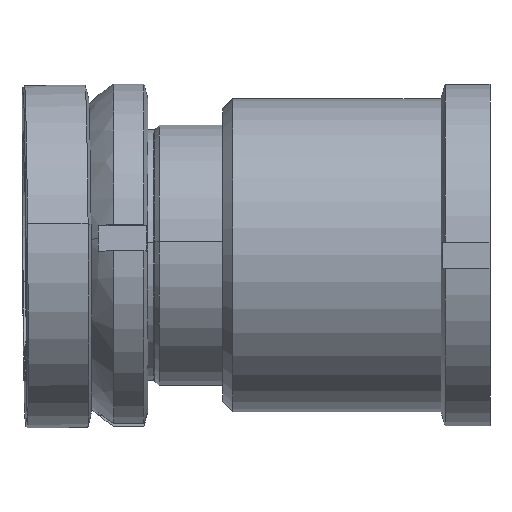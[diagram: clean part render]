
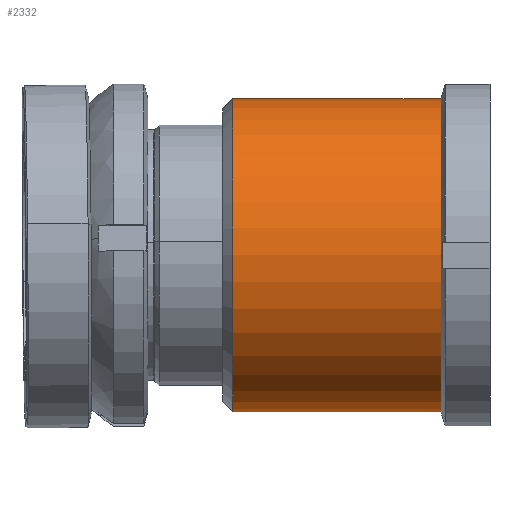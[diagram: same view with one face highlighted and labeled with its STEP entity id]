
A CAD part, left-side view. The second image highlights one B-rep face of the part: STEP entity #2332.
In plain terms, the highlighted cylindrical face has radius 48 mm (diameter 96 mm), a partial arc.
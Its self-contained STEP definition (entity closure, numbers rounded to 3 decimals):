
#35 = CARTESIAN_POINT ( 'NONE',  ( 0., 10.447, 0. ) ) ;
#203 = EDGE_CURVE ( 'NONE', #756, #2127, #621, .T. ) ;
#293 = DIRECTION ( 'NONE',  ( 0., 1., 0. ) ) ;
#309 = EDGE_CURVE ( 'NONE', #2127, #563, #346, .T. ) ;
#346 = LINE ( 'NONE', #1496, #387 ) ;
#387 = VECTOR ( 'NONE', #2448, 1000. ) ;
#563 = VERTEX_POINT ( 'NONE', #1831 ) ;
#602 = CARTESIAN_POINT ( 'NONE',  ( 0., -67., 48. ) ) ;
#621 = CIRCLE ( 'NONE', #2628, 48. ) ;
#623 = DIRECTION ( 'NONE',  ( 0., 0., 1. ) ) ;
#756 = VERTEX_POINT ( 'NONE', #1188 ) ;
#869 = CARTESIAN_POINT ( 'NONE',  ( 0., -67., 0. ) ) ;
#978 = FACE_OUTER_BOUND ( 'NONE', #2645, .T. ) ;
#1054 = VERTEX_POINT ( 'NONE', #1595 ) ;
#1098 = LINE ( 'NONE', #1232, #1166 ) ;
#1166 = VECTOR ( 'NONE', #293, 1000. ) ;
#1188 = CARTESIAN_POINT ( 'NONE',  ( 0., -67., -48. ) ) ;
#1232 = CARTESIAN_POINT ( 'NONE',  ( 0., 10.447, -48. ) ) ;
#1384 = AXIS2_PLACEMENT_3D ( 'NONE', #35, #2260, #1768 ) ;
#1408 = DIRECTION ( 'NONE',  ( 0., -1., 0. ) ) ;
#1496 = CARTESIAN_POINT ( 'NONE',  ( 0., 10.447, 48. ) ) ;
#1595 = CARTESIAN_POINT ( 'NONE',  ( 0., -3.1, -48. ) ) ;
#1616 = DIRECTION ( 'NONE',  ( 0., 1., 0. ) ) ;
#1666 = DIRECTION ( 'NONE',  ( 0., 0., -1. ) ) ;
#1768 = DIRECTION ( 'NONE',  ( 0., 0., 1. ) ) ;
#1807 = CYLINDRICAL_SURFACE ( 'NONE', #1384, 48. ) ;
#1831 = CARTESIAN_POINT ( 'NONE',  ( 0., -3.1, 48. ) ) ;
#2028 = EDGE_CURVE ( 'NONE', #756, #1054, #1098, .T. ) ;
#2127 = VERTEX_POINT ( 'NONE', #602 ) ;
#2174 = CARTESIAN_POINT ( 'NONE',  ( 0., -3.1, 0. ) ) ;
#2208 = ORIENTED_EDGE ( 'NONE', *, *, #3196, .T. ) ;
#2260 = DIRECTION ( 'NONE',  ( 0., 1., 0. ) ) ;
#2317 = ORIENTED_EDGE ( 'NONE', *, *, #309, .T. ) ;
#2332 = ADVANCED_FACE ( 'NONE', ( #978 ), #1807, .T. ) ;
#2406 = ORIENTED_EDGE ( 'NONE', *, *, #203, .T. ) ;
#2448 = DIRECTION ( 'NONE',  ( 0., 1., 0. ) ) ;
#2528 = AXIS2_PLACEMENT_3D ( 'NONE', #2174, #1408, #1666 ) ;
#2628 = AXIS2_PLACEMENT_3D ( 'NONE', #869, #1616, #623 ) ;
#2645 = EDGE_LOOP ( 'NONE', ( #2883, #2406, #2317, #2208 ) ) ;
#2883 = ORIENTED_EDGE ( 'NONE', *, *, #2028, .F. ) ;
#3124 = CIRCLE ( 'NONE', #2528, 48. ) ;
#3196 = EDGE_CURVE ( 'NONE', #563, #1054, #3124, .T. ) ;
